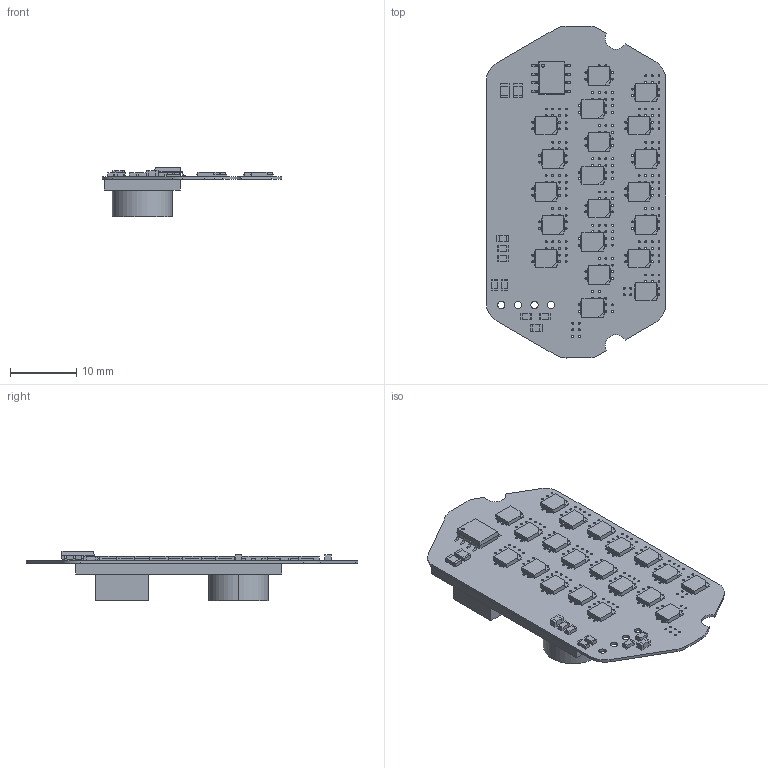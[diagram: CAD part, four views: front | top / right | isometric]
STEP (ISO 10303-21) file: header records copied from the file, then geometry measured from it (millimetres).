
FILE_DESCRIPTION(('Open CASCADE Model'),'2;1');
FILE_NAME('Open CASCADE Shape Model','2017-11-25T22:03:04',('Author'),( 'Open CASCADE'),'Open CASCADE STEP processor 6.8','Open CASCADE 6.8' ,'Unknown');
FILE_SCHEMA(('AUTOMOTIVE_DESIGN { 1 0 10303 214 1 1 1 1 }'));
Length unit declared in the file: millimetre
Products named in the file (53): PCB; Board; C3; 1353200880; Extruded; 1353205776; R3; 1353206592; 1353206184; FB1; 1353206048; 1353205912; FB2; 1353207544; 1353205640; FB3; FB4; R4; R2; R1; C2; RC1; Part1_RGB8421504; L11; Osram_LED; L12; L13; L14; L15; L16; L17; L18; L19; L20; L1; L2; L3; L4; L5; L6 ...
Assembly tree (93 placements, depth 4):
  PCB
    Board
    C3
      1353200880  x2
        Extruded
      1353205776
        Extruded
    R3
      1353206592
        Extruded
      1353206184  x2
        Extruded
    FB1
      1353206048  x2
        Extruded
      1353205912
        Extruded
    FB2
      1353207544  x2
        Extruded
      1353205640
        Extruded
    FB3
      1353207544  x2
        Extruded
      1353205640
        Extruded
    FB4
      1353206048  x2
        Extruded
      1353205912
        Extruded
    R4
      1353206592
        Extruded
      1353206184  x2
        Extruded
    R2
      1353206048  x2
        Extruded
      1353205912
        Extruded
    R1
      1353205912
        Extruded
      1353206048  x2
        Extruded
    C2
      1353200880  x2
        Extruded
      1353205776
        Extruded
    RC1
      Part1_RGB8421504
    L11
      Osram_LED
    L12
      Osram_LED
    L13
      Osram_LED
Bounding box: 27 x 50 x 7.4 mm (x, y, z)
Volume: 1709.9 mm3; surface area: 4330.6 mm2
Topology: 57 solids, 57 shells, 1022 faces, 2711 edges, 1806 vertices
Faces by surface type: plane 611, cylinder 409, cone 2
Full cylindrical faces by diameter (mm): 0.3 x361, 1.1 x4
Entity records: 49356 total; most frequent: CARTESIAN_POINT 14873, DIRECTION 6203, ORIENTED_EDGE 3298, PCURVE 3298, DEFINITIONAL_REPRESENTATION 3298, LINE 3159, VECTOR 3159, EDGE_CURVE 1649
